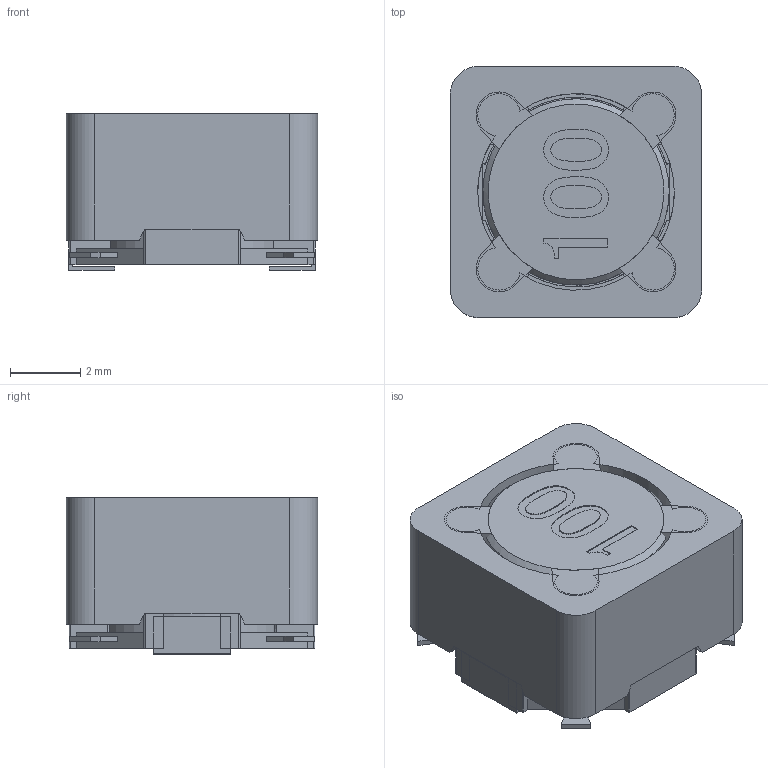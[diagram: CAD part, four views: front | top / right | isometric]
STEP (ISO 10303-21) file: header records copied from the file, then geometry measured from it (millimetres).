
FILE_DESCRIPTION( ('This file contains a STEP AP42 implementation' ,'as created by ZW3D STEP Interface translator.') ,'2;1' );
FILE_NAME( 'ABS0704-F.stp' ,'14 9 2.133830', (''), ('ZWCAD Software Co.'), 'Version 1.0', 'ZW3D to STEP translator', '' );
FILE_SCHEMA( ('CONFIG_CONTROL_DESIGN') );
Length unit declared in the file: millimetre
Products named in the file (1): 0
Bounding box: 7.15 x 7.15 x 4.46 mm (x, y, z)
Volume: 141.4 mm3; surface area: 519.3 mm2
Topology: 14 solids, 14 shells, 252 faces, 651 edges, 432 vertices
Faces by surface type: bspline 252
Entity records: 7354 total; most frequent: CARTESIAN_POINT 3387, ORIENTED_EDGE 1302, EDGE_CURVE 651, B_SPLINE_CURVE_WITH_KNOTS 552, VERTEX_POINT 432, EDGE_LOOP 263, FACE_OUTER_BOUND 252, ADVANCED_FACE 252
